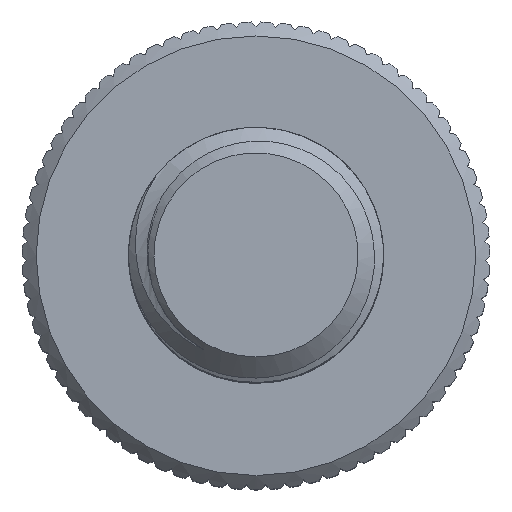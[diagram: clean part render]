
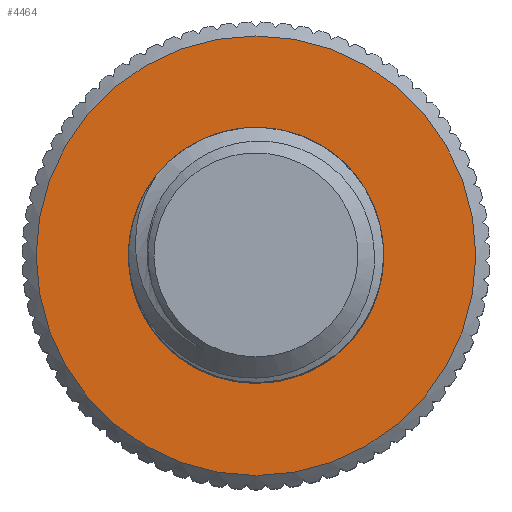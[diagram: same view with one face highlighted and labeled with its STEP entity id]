
A CAD part, top view. The second image highlights one B-rep face of the part: STEP entity #4464.
In plain terms, the highlighted planar face has unit normal (0, 0, 1).
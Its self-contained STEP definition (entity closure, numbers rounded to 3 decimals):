
#21=PLANE('',#4886);
#661=FACE_BOUND('',#1008,.T.);
#755=FACE_OUTER_BOUND('',#1007,.T.);
#1007=EDGE_LOOP('',(#3649));
#1008=EDGE_LOOP('',(#3650,#3651));
#1176=CIRCLE('',#4652,1.5);
#1178=CIRCLE('',#4655,1.5);
#1180=CIRCLE('',#4659,2.585);
#1657=VERTEX_POINT('',#6117);
#1658=VERTEX_POINT('',#6408);
#1673=VERTEX_POINT('',#14374);
#2138=EDGE_CURVE('',#1657,#1658,#1176,.T.);
#2149=EDGE_CURVE('',#1658,#1657,#1178,.T.);
#2157=EDGE_CURVE('',#1673,#1673,#1180,.T.);
#3649=ORIENTED_EDGE('',*,*,#2157,.T.);
#3650=ORIENTED_EDGE('',*,*,#2138,.F.);
#3651=ORIENTED_EDGE('',*,*,#2149,.F.);
#4464=ADVANCED_FACE('',(#755,#661),#21,.T.);
#4652=AXIS2_PLACEMENT_3D('',#6409,#5063,#5064);
#4655=AXIS2_PLACEMENT_3D('',#14249,#5069,#5070);
#4659=AXIS2_PLACEMENT_3D('',#14375,#5077,#5078);
#4886=AXIS2_PLACEMENT_3D('',#18837,#5679,#5680);
#5063=DIRECTION('center_axis',(0.,0.,1.));
#5064=DIRECTION('ref_axis',(0.,-1.,0.));
#5069=DIRECTION('center_axis',(0.,0.,1.));
#5070=DIRECTION('ref_axis',(1.,0.,0.));
#5077=DIRECTION('center_axis',(0.,0.,1.));
#5078=DIRECTION('ref_axis',(0.,1.,0.));
#5679=DIRECTION('center_axis',(0.,0.,1.));
#5680=DIRECTION('ref_axis',(0.,-1.,0.));
#6117=CARTESIAN_POINT('',(1.162,0.949,0.));
#6408=CARTESIAN_POINT('',(0.168,1.491,0.));
#6409=CARTESIAN_POINT('Origin',(0.,0.,0.));
#14249=CARTESIAN_POINT('Origin',(0.,0.,0.));
#14374=CARTESIAN_POINT('',(0.,-2.585,0.));
#14375=CARTESIAN_POINT('Origin',(0.,0.,0.));
#18837=CARTESIAN_POINT('Origin',(0.,2.585,0.));
